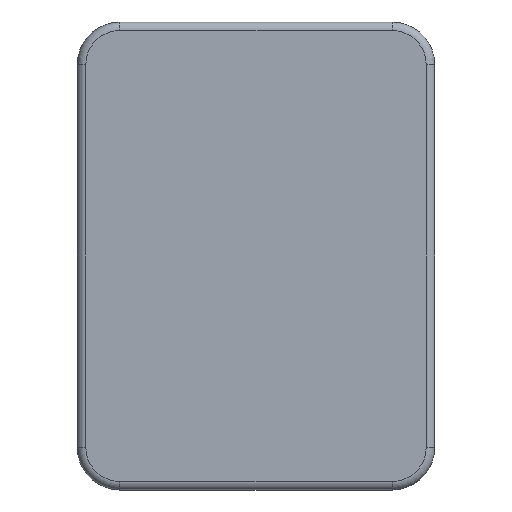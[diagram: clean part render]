
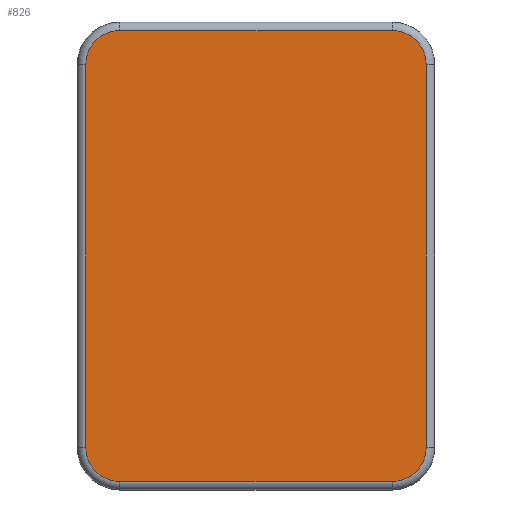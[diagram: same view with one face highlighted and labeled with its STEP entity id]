
A CAD part, front view. The second image highlights one B-rep face of the part: STEP entity #826.
In plain terms, the highlighted planar face has unit normal (0, -1, 0).
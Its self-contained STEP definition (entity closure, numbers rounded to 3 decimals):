
#31=PLANE('',#914);
#40=LINE('',#4385,#82);
#62=LINE('',#4475,#104);
#72=LINE('',#4531,#114);
#73=LINE('',#4535,#115);
#82=VECTOR('',#979,10.);
#104=VECTOR('',#1055,10.);
#114=VECTOR('',#1103,10.);
#115=VECTOR('',#1106,10.);
#175=FACE_OUTER_BOUND('',#222,.T.);
#222=EDGE_LOOP('',(#745,#746,#747,#748,#749,#750,#751,#752));
#238=CIRCLE('',#860,8.);
#244=CIRCLE('',#867,8.);
#270=CIRCLE('',#915,8.);
#271=CIRCLE('',#916,8.);
#359=VERTEX_POINT('',#4368);
#360=VERTEX_POINT('',#4370);
#362=VERTEX_POINT('',#4376);
#365=VERTEX_POINT('',#4381);
#388=VERTEX_POINT('',#4474);
#397=VERTEX_POINT('',#4530);
#398=VERTEX_POINT('',#4532);
#399=VERTEX_POINT('',#4534);
#454=EDGE_CURVE('',#359,#360,#238,.T.);
#460=EDGE_CURVE('',#365,#362,#244,.T.);
#461=EDGE_CURVE('',#362,#359,#40,.T.);
#498=EDGE_CURVE('',#360,#388,#62,.T.);
#518=EDGE_CURVE('',#397,#365,#72,.T.);
#519=EDGE_CURVE('',#398,#397,#270,.T.);
#520=EDGE_CURVE('',#399,#398,#73,.T.);
#521=EDGE_CURVE('',#388,#399,#271,.T.);
#745=ORIENTED_EDGE('',*,*,#518,.F.);
#746=ORIENTED_EDGE('',*,*,#519,.F.);
#747=ORIENTED_EDGE('',*,*,#520,.F.);
#748=ORIENTED_EDGE('',*,*,#521,.F.);
#749=ORIENTED_EDGE('',*,*,#498,.F.);
#750=ORIENTED_EDGE('',*,*,#454,.F.);
#751=ORIENTED_EDGE('',*,*,#461,.F.);
#752=ORIENTED_EDGE('',*,*,#460,.F.);
#826=ADVANCED_FACE('',(#175),#31,.F.);
#860=AXIS2_PLACEMENT_3D('',#4371,#961,#962);
#867=AXIS2_PLACEMENT_3D('',#4383,#975,#976);
#914=AXIS2_PLACEMENT_3D('',#4529,#1101,#1102);
#915=AXIS2_PLACEMENT_3D('',#4533,#1104,#1105);
#916=AXIS2_PLACEMENT_3D('',#4536,#1107,#1108);
#961=DIRECTION('center_axis',(0.,1.,0.));
#962=DIRECTION('ref_axis',(-0.707,0.,-0.707));
#975=DIRECTION('center_axis',(0.,1.,0.));
#976=DIRECTION('ref_axis',(0.707,0.,-0.707));
#979=DIRECTION('',(-1.,0.,0.));
#1055=DIRECTION('',(0.,0.,1.));
#1101=DIRECTION('center_axis',(0.,1.,0.));
#1102=DIRECTION('ref_axis',(0.,0.,1.));
#1103=DIRECTION('',(0.,0.,-1.));
#1104=DIRECTION('center_axis',(0.,1.,0.));
#1105=DIRECTION('ref_axis',(0.707,0.,0.707));
#1106=DIRECTION('',(1.,0.,0.));
#1107=DIRECTION('center_axis',(0.,1.,0.));
#1108=DIRECTION('ref_axis',(-0.707,0.,0.707));
#4368=CARTESIAN_POINT('',(45.216,0.,-11.216));
#4370=CARTESIAN_POINT('',(37.216,0.,-3.216));
#4371=CARTESIAN_POINT('Origin',(45.216,0.,-3.216));
#4376=CARTESIAN_POINT('',(109.216,0.,-11.216));
#4381=CARTESIAN_POINT('',(117.216,0.,-3.216));
#4383=CARTESIAN_POINT('Origin',(109.216,0.,-3.216));
#4385=CARTESIAN_POINT('',(98.216,0.,-11.216));
#4474=CARTESIAN_POINT('',(37.216,0.,86.784));
#4475=CARTESIAN_POINT('',(37.216,0.,-38.216));
#4529=CARTESIAN_POINT('Origin',(77.216,0.,6.784));
#4530=CARTESIAN_POINT('',(117.216,0.,86.784));
#4531=CARTESIAN_POINT('',(117.216,0.,51.784));
#4532=CARTESIAN_POINT('',(109.216,0.,94.784));
#4533=CARTESIAN_POINT('Origin',(109.216,0.,86.784));
#4534=CARTESIAN_POINT('',(45.216,0.,94.784));
#4535=CARTESIAN_POINT('',(56.216,0.,94.784));
#4536=CARTESIAN_POINT('Origin',(45.216,0.,86.784));
